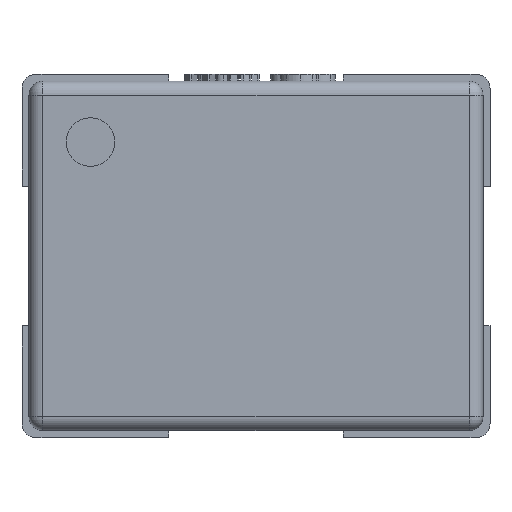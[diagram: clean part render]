
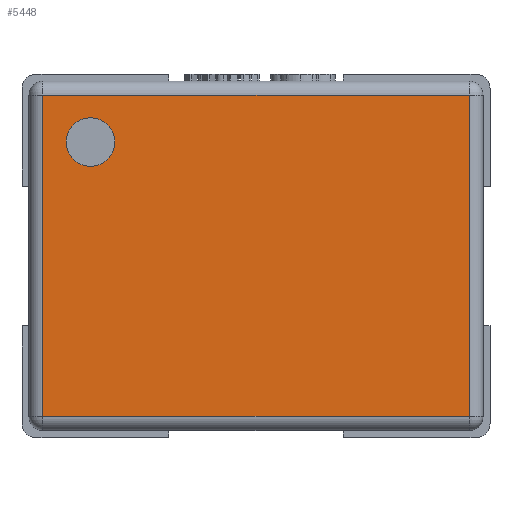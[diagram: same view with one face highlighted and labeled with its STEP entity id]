
A CAD part, top view. The second image highlights one B-rep face of the part: STEP entity #5448.
In plain terms, the highlighted planar face has unit normal (0, 0, 1).
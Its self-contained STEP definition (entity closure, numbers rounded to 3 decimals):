
#77 = EDGE_CURVE ( 'NONE', #10816, #15844, #16712, .T. ) ;
#753 = CARTESIAN_POINT ( 'NONE',  ( -0.237, 0.163, 0.15 ) ) ;
#1014 = CARTESIAN_POINT ( 'NONE',  ( -0.305, 0.23, 0.15 ) ) ;
#1236 = AXIS2_PLACEMENT_3D ( 'NONE', #753, #13960, #2022 ) ;
#1529 = CARTESIAN_POINT ( 'NONE',  ( 0.305, -0.23, 0.15 ) ) ;
#1549 = AXIS2_PLACEMENT_3D ( 'NONE', #12951, #10399, #15725 ) ;
#1853 = ORIENTED_EDGE ( 'NONE', *, *, #16816, .T. ) ;
#2022 = DIRECTION ( 'NONE',  ( 1., 0., 0. ) ) ;
#2199 = VERTEX_POINT ( 'NONE', #17083 ) ;
#3110 = CARTESIAN_POINT ( 'NONE',  ( -0.305, -0.25, 0.15 ) ) ;
#3116 = ORIENTED_EDGE ( 'NONE', *, *, #9193, .F. ) ;
#3633 = LINE ( 'NONE', #10433, #4489 ) ;
#4458 = ORIENTED_EDGE ( 'NONE', *, *, #8025, .T. ) ;
#4489 = VECTOR ( 'NONE', #11675, 1000. ) ;
#4779 = DIRECTION ( 'NONE',  ( 0., 0., 1. ) ) ;
#4878 = FACE_OUTER_BOUND ( 'NONE', #6225, .T. ) ;
#5046 = PLANE ( 'NONE',  #1549 ) ;
#5325 = DIRECTION ( 'NONE',  ( -1., 0., 0. ) ) ;
#5448 = ADVANCED_FACE ( 'NONE', ( #9054, #4878 ), #5046, .T. ) ;
#5458 = CIRCLE ( 'NONE', #15242, 0.035 ) ;
#6000 = CARTESIAN_POINT ( 'NONE',  ( 0.305, 0.25, 0.15 ) ) ;
#6002 = DIRECTION ( 'NONE',  ( 1., 0., 0. ) ) ;
#6094 = CARTESIAN_POINT ( 'NONE',  ( -0.237, 0.163, 0.15 ) ) ;
#6225 = EDGE_LOOP ( 'NONE', ( #17112, #4458, #12116, #1853 ) ) ;
#7053 = VECTOR ( 'NONE', #9637, 1000. ) ;
#7311 = LINE ( 'NONE', #6000, #8500 ) ;
#7868 = CIRCLE ( 'NONE', #1236, 0.035 ) ;
#8025 = EDGE_CURVE ( 'NONE', #15844, #12787, #3633, .T. ) ;
#8500 = VECTOR ( 'NONE', #9866, 1000. ) ;
#9054 = FACE_BOUND ( 'NONE', #13363, .T. ) ;
#9193 = EDGE_CURVE ( 'NONE', #2199, #14810, #7868, .T. ) ;
#9637 = DIRECTION ( 'NONE',  ( 0., -1., 0. ) ) ;
#9866 = DIRECTION ( 'NONE',  ( 0., 1., 0. ) ) ;
#10399 = DIRECTION ( 'NONE',  ( 0., 0., 1. ) ) ;
#10433 = CARTESIAN_POINT ( 'NONE',  ( 0.325, -0.23, 0.15 ) ) ;
#10816 = VERTEX_POINT ( 'NONE', #1014 ) ;
#11675 = DIRECTION ( 'NONE',  ( 1., 0., 0. ) ) ;
#12116 = ORIENTED_EDGE ( 'NONE', *, *, #12331, .T. ) ;
#12331 = EDGE_CURVE ( 'NONE', #12787, #14456, #7311, .T. ) ;
#12567 = ORIENTED_EDGE ( 'NONE', *, *, #15307, .F. ) ;
#12787 = VERTEX_POINT ( 'NONE', #1529 ) ;
#12951 = CARTESIAN_POINT ( 'NONE',  ( 0., 0., 0.15 ) ) ;
#13327 = LINE ( 'NONE', #14532, #15524 ) ;
#13363 = EDGE_LOOP ( 'NONE', ( #12567, #3116 ) ) ;
#13727 = CARTESIAN_POINT ( 'NONE',  ( -0.305, -0.23, 0.15 ) ) ;
#13960 = DIRECTION ( 'NONE',  ( 0., 0., 1. ) ) ;
#14456 = VERTEX_POINT ( 'NONE', #16629 ) ;
#14532 = CARTESIAN_POINT ( 'NONE',  ( -0.325, 0.23, 0.15 ) ) ;
#14810 = VERTEX_POINT ( 'NONE', #15549 ) ;
#15242 = AXIS2_PLACEMENT_3D ( 'NONE', #6094, #4779, #6002 ) ;
#15307 = EDGE_CURVE ( 'NONE', #14810, #2199, #5458, .T. ) ;
#15524 = VECTOR ( 'NONE', #5325, 1000. ) ;
#15549 = CARTESIAN_POINT ( 'NONE',  ( -0.202, 0.163, 0.15 ) ) ;
#15725 = DIRECTION ( 'NONE',  ( 1., 0., 0. ) ) ;
#15844 = VERTEX_POINT ( 'NONE', #13727 ) ;
#16629 = CARTESIAN_POINT ( 'NONE',  ( 0.305, 0.23, 0.15 ) ) ;
#16712 = LINE ( 'NONE', #3110, #7053 ) ;
#16816 = EDGE_CURVE ( 'NONE', #14456, #10816, #13327, .T. ) ;
#17083 = CARTESIAN_POINT ( 'NONE',  ( -0.272, 0.163, 0.15 ) ) ;
#17112 = ORIENTED_EDGE ( 'NONE', *, *, #77, .T. ) ;
